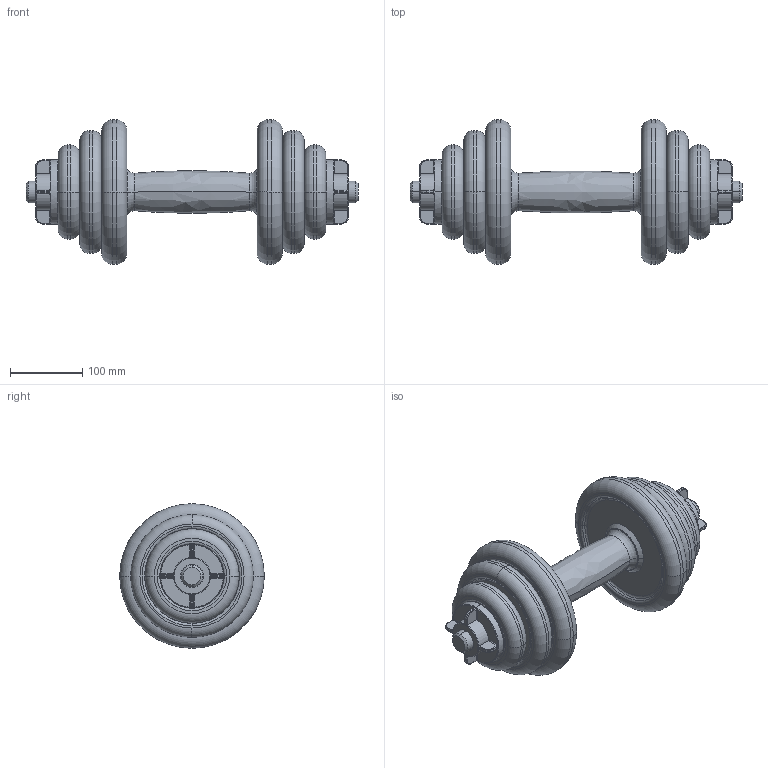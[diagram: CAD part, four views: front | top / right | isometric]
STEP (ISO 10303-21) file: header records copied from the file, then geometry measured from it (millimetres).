
FILE_DESCRIPTION((''),'2;1');
FILE_NAME('00_ASM','2019-06-25T01:52:27',('47227'),(''),'CREO PARAMETRIC BY PTC INC, 2016510','CREO PARAMETRIC BY PTC INC, 2016510','');
FILE_SCHEMA(('CONFIG_CONTROL_DESIGN'));
Length unit declared in the file: millimetre
Products named in the file (8): 1; 2; 3; 4; 5; 6; 2_ASM; 00_ASM
Assembly tree (8 placements, depth 3):
  00_ASM
    1
    2
    2_ASM  x2
      3
      4
      5
      6
Bounding box: 459.11 x 200 x 200 mm (x, y, z)
Volume: 4221885.5 mm3; surface area: 496627.4 mm2
Topology: 10 solids, 10 shells, 464 faces, 998 edges, 580 vertices
Faces by surface type: torus 204, cylinder 96, plane 78, cone 52, bspline 34
Entity records: 8410 total; most frequent: CARTESIAN_POINT 2779, DIRECTION 1352, ORIENTED_EDGE 1040, AXIS2_PLACEMENT_3D 619, EDGE_CURVE 520, CIRCLE 374, VERTEX_POINT 302, EDGE_LOOP 266
